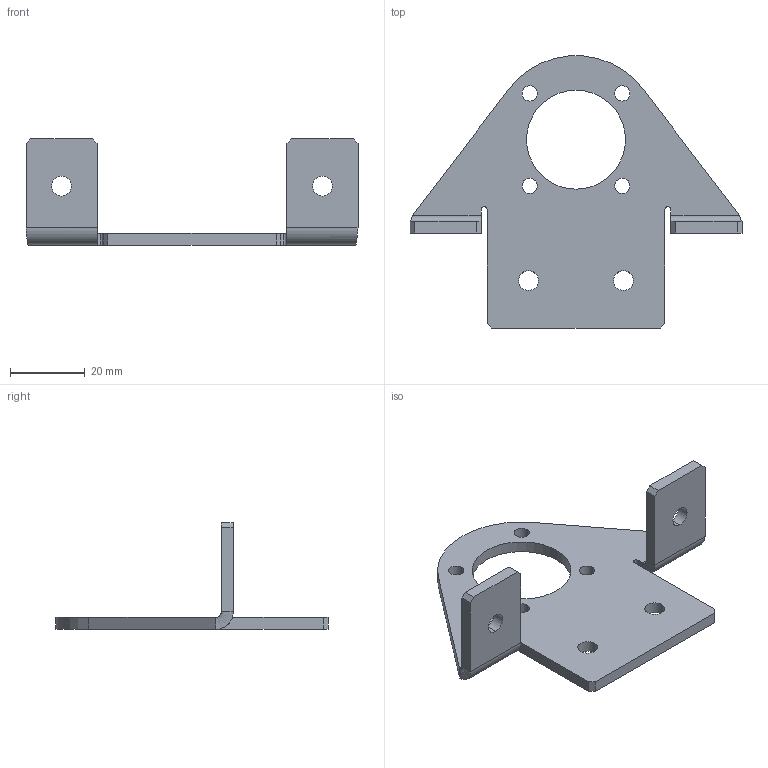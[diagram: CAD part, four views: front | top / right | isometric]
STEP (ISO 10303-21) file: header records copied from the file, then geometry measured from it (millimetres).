
FILE_DESCRIPTION (( 'STEP AP214' ), '1' );
FILE_NAME ('am-3029 PG Motor Bracket.STEP', '2014-12-22T15:03:34', ( '' ), ( '' ), 'SwSTEP 2.0', 'SolidWorks 2014', '' );
FILE_SCHEMA (( 'AUTOMOTIVE_DESIGN' ));
Length unit declared in the file: inch
Products named in the file (1): am-3029 PG Motor Bracket
Bounding box: 88.9 x 72.86 x 28.57 mm (x, y, z)
Volume: 13140.9 mm3; surface area: 10172.1 mm2
Topology: 1 solids, 1 shells, 56 faces, 146 edges, 92 vertices
Faces by surface type: cylinder 27, plane 27, bspline 2
Entity records: 1912 total; most frequent: CARTESIAN_POINT 433, DIRECTION 302, ORIENTED_EDGE 292, EDGE_CURVE 146, AXIS2_PLACEMENT_3D 105, VERTEX_POINT 92, LINE 92, VECTOR 92
